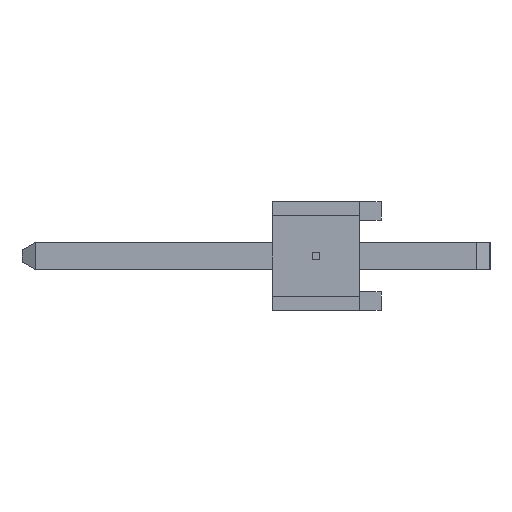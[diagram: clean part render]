
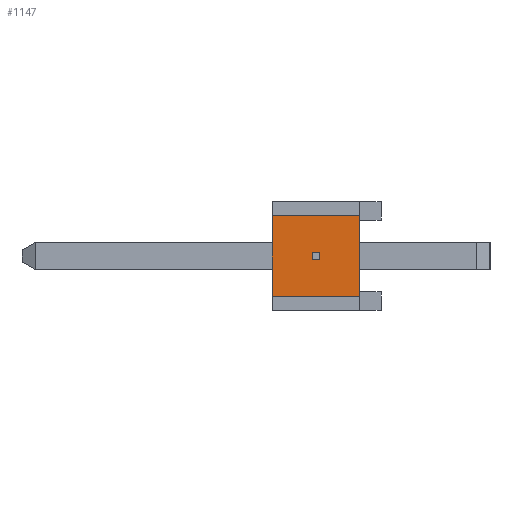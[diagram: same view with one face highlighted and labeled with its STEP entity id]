
A CAD part, left-side view. The second image highlights one B-rep face of the part: STEP entity #1147.
In plain terms, the highlighted planar face has unit normal (-1, 0, 0).
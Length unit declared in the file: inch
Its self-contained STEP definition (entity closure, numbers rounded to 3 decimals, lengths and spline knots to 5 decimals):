
#1147 = ADVANCED_FACE( '', ( #2496, #2497 ), #2498, .F. );
#2496 = FACE_BOUND( '', #4072, .T. );
#2497 = FACE_OUTER_BOUND( '', #4073, .T. );
#2498 = PLANE( '', #4074 );
#4072 = EDGE_LOOP( '', ( #7308, #7309, #7310, #7311 ) );
#4073 = EDGE_LOOP( '', ( #7312, #7313, #7314, #7315 ) );
#4074 = AXIS2_PLACEMENT_3D( '', #7316, #7317, #7318 );
#7308 = ORIENTED_EDGE( '', *, *, #10464, .F. );
#7309 = ORIENTED_EDGE( '', *, *, #10705, .F. );
#7310 = ORIENTED_EDGE( '', *, *, #10381, .F. );
#7311 = ORIENTED_EDGE( '', *, *, #9660, .F. );
#7312 = ORIENTED_EDGE( '', *, *, #9456, .F. );
#7313 = ORIENTED_EDGE( '', *, *, #10223, .F. );
#7314 = ORIENTED_EDGE( '', *, *, #9543, .F. );
#7315 = ORIENTED_EDGE( '', *, *, #10129, .F. );
#7316 = CARTESIAN_POINT( '', ( -0.492, 0., 0. ) );
#7317 = DIRECTION( '', ( 1., 0., 0. ) );
#7318 = DIRECTION( '', ( 0., 0., -1. ) );
#9456 = EDGE_CURVE( '', #11317, #11319, #11320, .T. );
#9543 = EDGE_CURVE( '', #11474, #11475, #11476, .T. );
#9660 = EDGE_CURVE( '', #11677, #11680, #11681, .T. );
#10129 = EDGE_CURVE( '', #11319, #11474, #12438, .T. );
#10223 = EDGE_CURVE( '', #11475, #11317, #12590, .T. );
#10381 = EDGE_CURVE( '', #11680, #12824, #12825, .T. );
#10464 = EDGE_CURVE( '', #12940, #11677, #12943, .T. );
#10705 = EDGE_CURVE( '', #12824, #12940, #13258, .T. );
#11317 = VERTEX_POINT( '', #13994 );
#11319 = VERTEX_POINT( '', #13997 );
#11320 = LINE( '', #13998, #13999 );
#11474 = VERTEX_POINT( '', #14225 );
#11475 = VERTEX_POINT( '', #14226 );
#11476 = LINE( '', #14227, #14228 );
#11677 = VERTEX_POINT( '', #14522 );
#11680 = VERTEX_POINT( '', #14526 );
#11681 = LINE( '', #14527, #14528 );
#12438 = LINE( '', #15656, #15657 );
#12590 = LINE( '', #15884, #15885 );
#12824 = VERTEX_POINT( '', #16239 );
#12825 = LINE( '', #16240, #16241 );
#12940 = VERTEX_POINT( '', #16416 );
#12943 = LINE( '', #16420, #16421 );
#13258 = LINE( '', #16909, #16910 );
#13994 = CARTESIAN_POINT( '', ( -0.492, 0.02, 0.037 ) );
#13997 = CARTESIAN_POINT( '', ( -0.492, 0.02, -0.037 ) );
#13998 = CARTESIAN_POINT( '', ( -0.492, 0.02, 0. ) );
#13999 = VECTOR( '', #17789, 39.37008 );
#14225 = CARTESIAN_POINT( '', ( -0.492, 0.1, -0.037 ) );
#14226 = CARTESIAN_POINT( '', ( -0.492, 0.1, 0.037 ) );
#14227 = CARTESIAN_POINT( '', ( -0.492, 0.1, -0.037 ) );
#14228 = VECTOR( '', #17862, 39.37008 );
#14522 = CARTESIAN_POINT( '', ( -0.492, 0.06353, -0.00339 ) );
#14526 = CARTESIAN_POINT( '', ( -0.492, 0.05647, -0.00339 ) );
#14527 = CARTESIAN_POINT( '', ( -0.492, 0., -0.00339 ) );
#14528 = VECTOR( '', #17957, 39.37008 );
#15656 = CARTESIAN_POINT( '', ( -0.492, 0., -0.037 ) );
#15657 = VECTOR( '', #18329, 39.37008 );
#15884 = CARTESIAN_POINT( '', ( -0.492, 0.1, 0.037 ) );
#15885 = VECTOR( '', #18405, 39.37008 );
#16239 = CARTESIAN_POINT( '', ( -0.492, 0.05647, 0.00339 ) );
#16240 = CARTESIAN_POINT( '', ( -0.492, 0.05647, 0. ) );
#16241 = VECTOR( '', #18526, 39.37008 );
#16416 = CARTESIAN_POINT( '', ( -0.492, 0.06353, 0.00339 ) );
#16420 = CARTESIAN_POINT( '', ( -0.492, 0.06353, 0. ) );
#16421 = VECTOR( '', #18588, 39.37008 );
#16909 = CARTESIAN_POINT( '', ( -0.492, 0., 0.00339 ) );
#16910 = VECTOR( '', #18762, 39.37008 );
#17789 = DIRECTION( '', ( 0., 0., -1. ) );
#17862 = DIRECTION( '', ( 0., 0., 1. ) );
#17957 = DIRECTION( '', ( 0., -1., 0. ) );
#18329 = DIRECTION( '', ( 0., 1., 0. ) );
#18405 = DIRECTION( '', ( 0., -1., 0. ) );
#18526 = DIRECTION( '', ( 0., 0., 1. ) );
#18588 = DIRECTION( '', ( 0., 0., -1. ) );
#18762 = DIRECTION( '', ( 0., 1., 0. ) );
